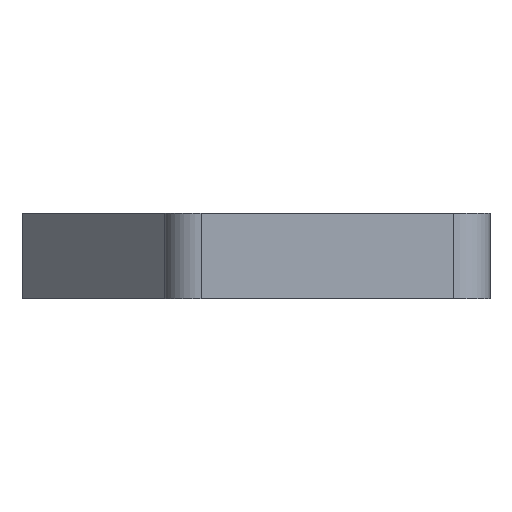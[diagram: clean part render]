
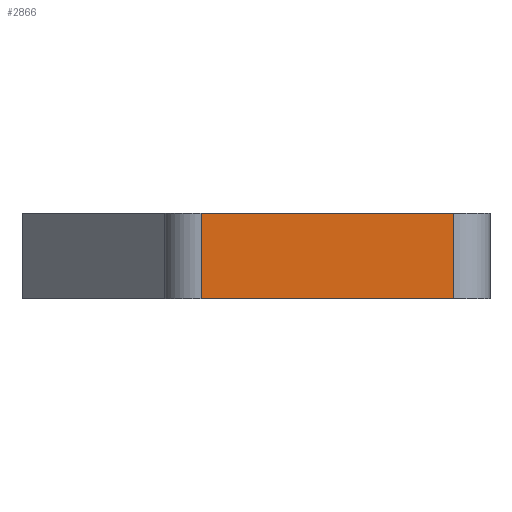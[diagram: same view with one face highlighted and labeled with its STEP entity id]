
A CAD part, left-side view. The second image highlights one B-rep face of the part: STEP entity #2866.
In plain terms, the highlighted planar face has unit normal (-1, 0, 0).
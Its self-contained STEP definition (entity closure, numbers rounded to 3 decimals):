
#276=ORIENTED_EDGE('',*,*,#1128,.T.);
#277=ORIENTED_EDGE('',*,*,#1129,.F.);
#278=ORIENTED_EDGE('',*,*,#1124,.T.);
#279=ORIENTED_EDGE('',*,*,#1130,.T.);
#1124=EDGE_CURVE('',#1545,#1546,#1829,.T.);
#1128=EDGE_CURVE('',#1549,#1550,#1831,.F.);
#1129=EDGE_CURVE('',#1545,#1550,#1832,.T.);
#1130=EDGE_CURVE('',#1546,#1549,#1833,.T.);
#1545=VERTEX_POINT('',#4292);
#1546=VERTEX_POINT('',#4293);
#1549=VERTEX_POINT('',#4301);
#1550=VERTEX_POINT('',#4302);
#1829=LINE('',#4291,#2148);
#1831=LINE('',#4300,#2150);
#1832=LINE('',#4303,#2151);
#1833=LINE('',#4304,#2152);
#2148=VECTOR('',#3404,1000.);
#2150=VECTOR('',#3412,1000.);
#2151=VECTOR('',#3413,1000.);
#2152=VECTOR('',#3414,1000.);
#2414=EDGE_LOOP('',(#276,#277,#278,#279));
#2589=FACE_BOUND('',#2414,.T.);
#2758=PLANE('',#3049);
#2866=ADVANCED_FACE('',(#2589),#2758,.F.);
#3049=AXIS2_PLACEMENT_3D('',#4299,#3410,#3411);
#3404=DIRECTION('',(0.,0.,-1.));
#3410=DIRECTION('',(1.,0.,0.));
#3411=DIRECTION('',(0.,0.,-1.));
#3412=DIRECTION('',(0.,0.,-1.));
#3413=DIRECTION('',(0.,-1.,0.));
#3414=DIRECTION('',(0.,-1.,0.));
#4291=CARTESIAN_POINT('',(-128.,31.491,-554.));
#4292=CARTESIAN_POINT('',(-128.,31.491,-554.));
#4293=CARTESIAN_POINT('',(-128.,31.491,-575.));
#4299=CARTESIAN_POINT('',(-128.,37.5,-554.));
#4300=CARTESIAN_POINT('',(-128.,-30.5,-554.));
#4301=CARTESIAN_POINT('',(-128.,-30.5,-575.));
#4302=CARTESIAN_POINT('',(-128.,-30.5,-554.));
#4303=CARTESIAN_POINT('',(-128.,37.5,-554.));
#4304=CARTESIAN_POINT('',(-128.,37.5,-575.));
